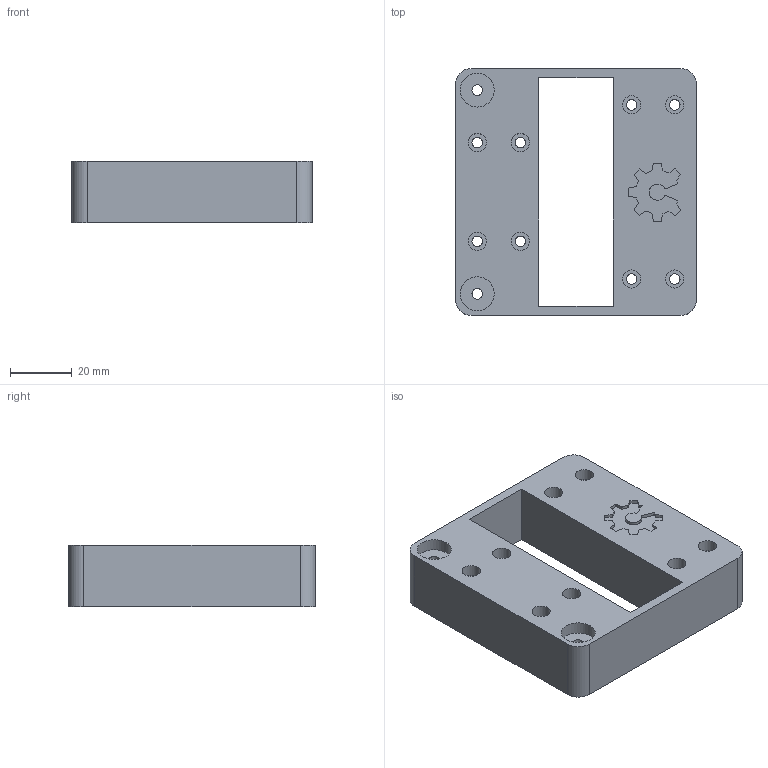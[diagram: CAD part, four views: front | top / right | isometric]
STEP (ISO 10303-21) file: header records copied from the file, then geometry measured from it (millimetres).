
FILE_DESCRIPTION(('FreeCAD Model'),'2;1');
FILE_NAME('TopXCarriage.step','2016-04-18T17:51:24',('Author' ),(''),'Open CASCADE STEP processor 6.8','FreeCAD','Unknown');
FILE_SCHEMA(('AUTOMOTIVE_DESIGN_CC2 { 1 2 10303 214 -1 1 5 4 }'));
Length unit declared in the file: millimetre
Products named in the file (2): ASSEMBLY; Top001
Assembly tree (1 placements, depth 2):
  ASSEMBLY
    Top001
Bounding box: 78 x 80 x 20 mm (x, y, z)
Volume: 83905.5 mm3; surface area: 21683.4 mm2
Topology: 1 solids, 1 shells, 136 faces, 357 edges, 238 vertices
Faces by surface type: extrusion 71, plane 39, cylinder 26
Full cylindrical faces by diameter (mm): 3.4 x10, 5.9 x8, 11 x2
Entity records: 9117 total; most frequent: CARTESIAN_POINT 2444, DIRECTION 963, ORIENTED_EDGE 714, PCURVE 714, DEFINITIONAL_REPRESENTATION 714, VECTOR 700, LINE 629, B_SPLINE_CURVE_WITH_KNOTS 409
